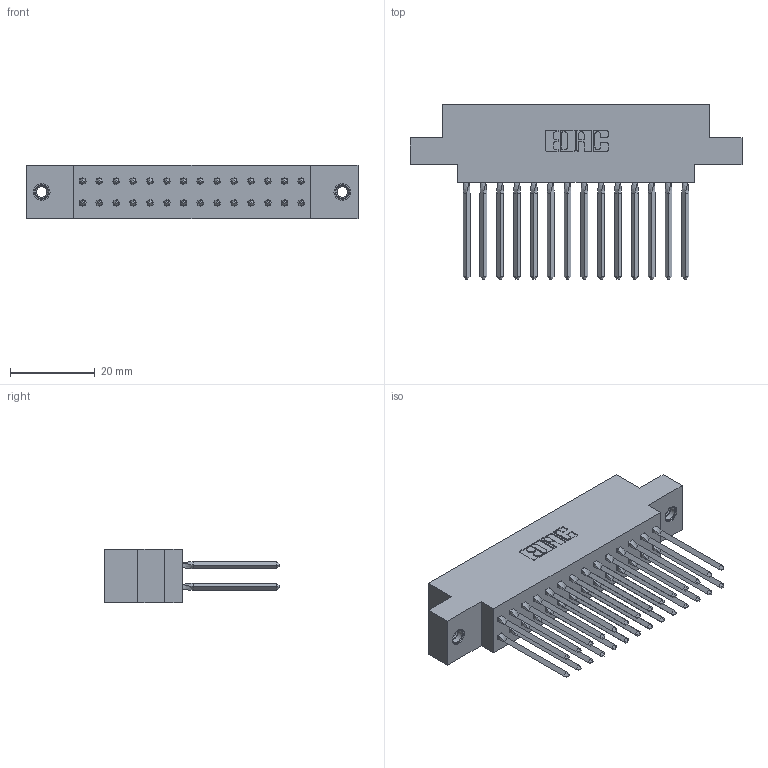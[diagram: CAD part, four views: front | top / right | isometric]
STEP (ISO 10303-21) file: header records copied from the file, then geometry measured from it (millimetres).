
FILE_DESCRIPTION (( 'STEP AP203' ), '1' );
FILE_NAME ('317-028-543-807.STEP', '2020-02-27T19:48:15', ( '' ), ( '' ), 'SwSTEP 2.0', 'SolidWorks 2016', '' );
FILE_SCHEMA (( 'CONFIG_CONTROL_DESIGN' ));
Length unit declared in the file: inch
Products named in the file (4): 317-290-001_543; 345-250-001_345-250-005-103; 317 Part_.156 Dia - TI; 317-028-543-807
Assembly tree (31 placements, depth 2):
  317-028-543-807
    317 Part_.156 Dia - TI
    317-290-001_543  x28
    345-250-001_345-250-005-103  x2
Bounding box: 78.18 x 41.15 x 12.7 mm (x, y, z)
Volume: 12300.4 mm3; surface area: 17597.8 mm2
Topology: 31 solids, 31 shells, 2654 faces, 7327 edges, 4718 vertices
Faces by surface type: plane 2134, cylinder 392, bspline 112, cone 12, torus 4
Entity records: 25329 total; most frequent: CARTESIAN_POINT 4802, ORIENTED_EDGE 4294, DIRECTION 3627, EDGE_CURVE 2147, LINE 1871, VECTOR 1871, VERTEX_POINT 1421, AXIS2_PLACEMENT_3D 878
